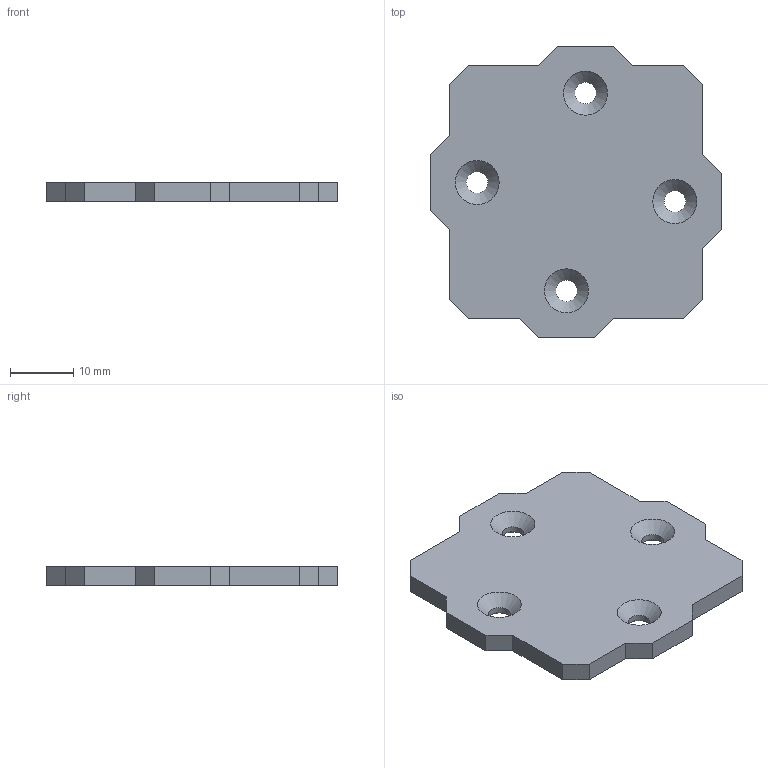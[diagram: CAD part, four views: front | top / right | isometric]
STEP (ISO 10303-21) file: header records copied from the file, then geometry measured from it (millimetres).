
FILE_DESCRIPTION(/* description */ (''),/* implementation_level */ '2;1');
FILE_NAME(/* name */ 'tile_2.stp',/* time_stamp */ '2024-02-07T14:32:51+01:00',/* author */ (''),/* organization */ (''),/* preprocessor_version */ 'ST-DEVELOPER v18.1',/* originating_system */ 'SIEMENS PLM Software NX 1961',/* authorisation */ '');
FILE_SCHEMA (('AUTOMOTIVE_DESIGN { 1 0 10303 214 3 1 1 1 }'));
Length unit declared in the file: millimetre
Products named in the file (1): Admi117872A8hm2q
Bounding box: 46 x 46 x 3 mm (x, y, z)
Volume: 4971.7 mm3; surface area: 3957.8 mm2
Topology: 1 solids, 1 shells, 38 faces, 104 edges, 68 vertices
Faces by surface type: plane 26, cone 8, cylinder 4
Full cylindrical faces by diameter (mm): 3.4 x4
Entity records: 1144 total; most frequent: CARTESIAN_POINT 191, DIRECTION 182, ORIENTED_EDGE 176, EDGE_CURVE 88, LINE 72, VECTOR 72, VERTEX_POINT 64, EDGE_LOOP 58
